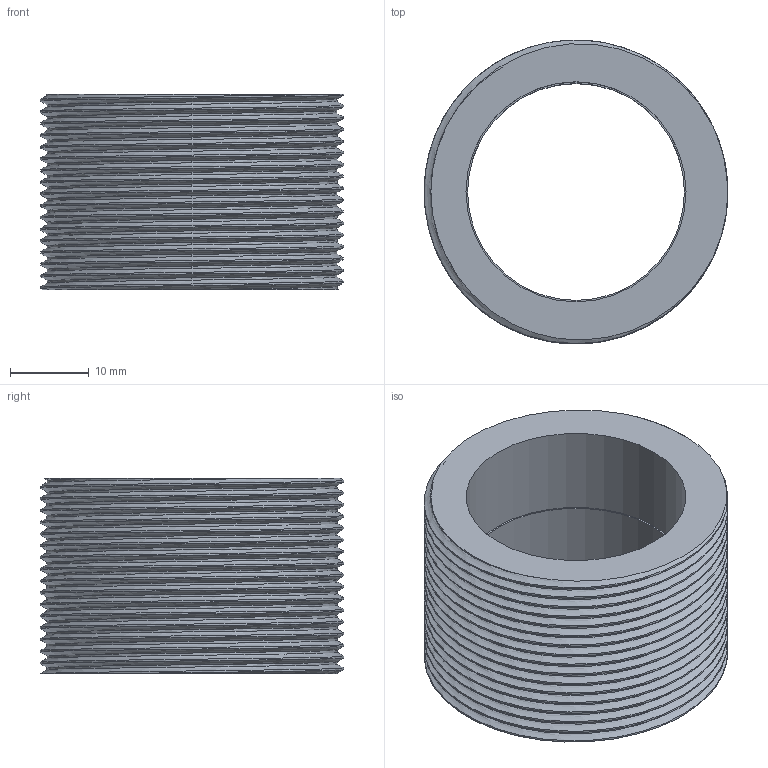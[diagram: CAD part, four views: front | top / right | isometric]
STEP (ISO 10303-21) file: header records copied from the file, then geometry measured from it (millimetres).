
FILE_DESCRIPTION(/* description */ (''),/* implementation_level */ '2;1');
FILE_NAME(/* name */ 'Eyepiece_Lens_Holder.step',/* time_stamp */ '2024-11-05T02:40:38+09:00',/* author */ (''),/* organization */ (''),/* preprocessor_version */ 'ST-DEVELOPER v20',/* originating_system */ 'Autodesk Translation Framework v13.20.0.188',/* authorisation */ '');
FILE_SCHEMA (('AUTOMOTIVE_DESIGN { 1 0 10303 214 3 1 1 }'));
Length unit declared in the file: millimetre
Products named in the file (1): PVS-114514
Bounding box: 38.5 x 38.5 x 24.77 mm (x, y, z)
Volume: 12604.3 mm3; surface area: 8053.1 mm2
Topology: 1 solids, 1 shells, 43 faces, 120 edges, 80 vertices
Faces by surface type: cylinder 38, plane 3, bspline 2
Full cylindrical faces by diameter (mm): 27.5 x1, 27.9 x1, 36.798 x16, 38.5 x16
Entity records: 5415 total; most frequent: CARTESIAN_POINT 4415, ORIENTED_EDGE 240, DIRECTION 138, EDGE_CURVE 120, VERTEX_POINT 80, B_SPLINE_CURVE_WITH_KNOTS 75, AXIS2_PLACEMENT_3D 51, EDGE_LOOP 46
